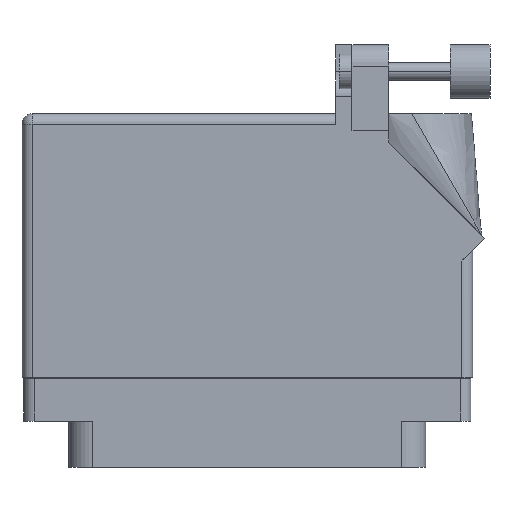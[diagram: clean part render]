
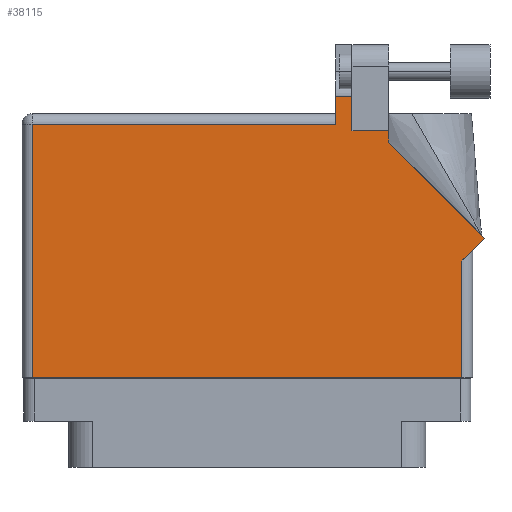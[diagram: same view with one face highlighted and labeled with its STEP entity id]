
A CAD part, front view. The second image highlights one B-rep face of the part: STEP entity #38115.
In plain terms, the highlighted face is planar.
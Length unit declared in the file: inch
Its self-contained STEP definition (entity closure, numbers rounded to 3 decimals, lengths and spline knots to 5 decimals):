
#814 = VECTOR ( 'NONE', #32676, 39.37008 ) ;
#1243 = VECTOR ( 'NONE', #11305, 39.37008 ) ;
#1658 = LINE ( 'NONE', #39703, #24925 ) ;
#1747 = CARTESIAN_POINT ( 'NONE',  ( 0.93777, 1.5315, 0.455 ) ) ;
#1770 = VECTOR ( 'NONE', #32485, 39.37008 ) ;
#2168 = VERTEX_POINT ( 'NONE', #39852 ) ;
#2531 = EDGE_CURVE ( 'NONE', #43026, #24537, #42061, .T. ) ;
#3468 = DIRECTION ( 'NONE',  ( -0.707, 0.707, 0. ) ) ;
#3839 = PLANE ( 'NONE',  #27899 ) ;
#4006 = EDGE_CURVE ( 'NONE', #45902, #15164, #8232, .T. ) ;
#4286 = CARTESIAN_POINT ( 'NONE',  ( 1.37671, 0.70771, 0.455 ) ) ;
#4597 = VECTOR ( 'NONE', #42633, 39.37008 ) ;
#5407 = EDGE_CURVE ( 'NONE', #38838, #2168, #40634, .T. ) ;
#5498 = DIRECTION ( 'NONE',  ( -1., 0., 0. ) ) ;
#6009 = CARTESIAN_POINT ( 'NONE',  ( 0.82, 1.26442, 0.455 ) ) ;
#6124 = CARTESIAN_POINT ( 'NONE',  ( 0.82, 1.26442, 0.455 ) ) ;
#6777 = LINE ( 'NONE', #40231, #30086 ) ;
#6929 = VERTEX_POINT ( 'NONE', #15893 ) ;
#7901 = EDGE_CURVE ( 'NONE', #39143, #38838, #6777, .T. ) ;
#8232 = LINE ( 'NONE', #22828, #1243 ) ;
#8685 = VECTOR ( 'NONE', #20982, 39.37008 ) ;
#9686 = VECTOR ( 'NONE', #3468, 39.37008 ) ;
#10934 = EDGE_CURVE ( 'NONE', #6929, #43904, #33429, .T. ) ;
#11305 = DIRECTION ( 'NONE',  ( 0.707, 0.707, 0. ) ) ;
#12624 = CARTESIAN_POINT ( 'NONE',  ( 0.513, 1.5315, 0.455 ) ) ;
#14128 = CARTESIAN_POINT ( 'NONE',  ( 0.513, 1.368, 0.455 ) ) ;
#14289 = ORIENTED_EDGE ( 'NONE', *, *, #2531, .T. ) ;
#14383 = ORIENTED_EDGE ( 'NONE', *, *, #33273, .T. ) ;
#14501 = FACE_OUTER_BOUND ( 'NONE', #46770, .T. ) ;
#14576 = ORIENTED_EDGE ( 'NONE', *, *, #32459, .T. ) ;
#15086 = CARTESIAN_POINT ( 'NONE',  ( -1.244, -0.1, 0.455 ) ) ;
#15164 = VERTEX_POINT ( 'NONE', #4286 ) ;
#15640 = CARTESIAN_POINT ( 'NONE',  ( 1.244, 0.575, 0.455 ) ) ;
#15893 = CARTESIAN_POINT ( 'NONE',  ( -1.244, 1.368, 0.455 ) ) ;
#16111 = LINE ( 'NONE', #32945, #9686 ) ;
#16478 = ORIENTED_EDGE ( 'NONE', *, *, #10934, .T. ) ;
#19252 = LINE ( 'NONE', #43501, #1770 ) ;
#19477 = ORIENTED_EDGE ( 'NONE', *, *, #31780, .T. ) ;
#20600 = VERTEX_POINT ( 'NONE', #34725 ) ;
#20743 = CARTESIAN_POINT ( 'NONE',  ( 0.607, 1.33, 0.455 ) ) ;
#20892 = CARTESIAN_POINT ( 'NONE',  ( 0.82, 1.33, 0.455 ) ) ;
#20982 = DIRECTION ( 'NONE',  ( 0., 1., 0. ) ) ;
#21201 = VERTEX_POINT ( 'NONE', #6124 ) ;
#21617 = CARTESIAN_POINT ( 'NONE',  ( 0.513, 1.43, 0.455 ) ) ;
#22735 = DIRECTION ( 'NONE',  ( 0., 0., -1. ) ) ;
#22813 = LINE ( 'NONE', #1747, #38499 ) ;
#22828 = CARTESIAN_POINT ( 'NONE',  ( 1.306, 0.637, 0.455 ) ) ;
#24537 = VERTEX_POINT ( 'NONE', #14128 ) ;
#24925 = VECTOR ( 'NONE', #36305, 39.37008 ) ;
#25766 = DIRECTION ( 'NONE',  ( -1., 0., 0. ) ) ;
#27554 = CARTESIAN_POINT ( 'NONE',  ( -1.244, -0.1, 0.455 ) ) ;
#27899 = AXIS2_PLACEMENT_3D ( 'NONE', #30535, #22735, #45125 ) ;
#28965 = EDGE_CURVE ( 'NONE', #2168, #43026, #22813, .T. ) ;
#30086 = VECTOR ( 'NONE', #25766, 39.37008 ) ;
#30535 = CARTESIAN_POINT ( 'NONE',  ( -1.306, 1.43, 0.455 ) ) ;
#31093 = ORIENTED_EDGE ( 'NONE', *, *, #4006, .T. ) ;
#31341 = EDGE_CURVE ( 'NONE', #21201, #39143, #38918, .T. ) ;
#31780 = EDGE_CURVE ( 'NONE', #43904, #20600, #1658, .T. ) ;
#32459 = EDGE_CURVE ( 'NONE', #20600, #45902, #46386, .T. ) ;
#32485 = DIRECTION ( 'NONE',  ( -1., 0., 0. ) ) ;
#32676 = DIRECTION ( 'NONE',  ( 0., -1., 0. ) ) ;
#32945 = CARTESIAN_POINT ( 'NONE',  ( 1.37671, 0.70771, 0.455 ) ) ;
#33273 = EDGE_CURVE ( 'NONE', #15164, #21201, #16111, .T. ) ;
#33429 = LINE ( 'NONE', #15086, #47317 ) ;
#33827 = ORIENTED_EDGE ( 'NONE', *, *, #5407, .T. ) ;
#34230 = VECTOR ( 'NONE', #43798, 39.37008 ) ;
#34725 = CARTESIAN_POINT ( 'NONE',  ( 1.244, -0.1, 0.455 ) ) ;
#36216 = CARTESIAN_POINT ( 'NONE',  ( 1.244, 0.637, 0.455 ) ) ;
#36305 = DIRECTION ( 'NONE',  ( 1., 0., 0. ) ) ;
#38115 = ADVANCED_FACE ( 'NONE', ( #14501 ), #3839, .F. ) ;
#38499 = VECTOR ( 'NONE', #5498, 39.37008 ) ;
#38838 = VERTEX_POINT ( 'NONE', #47945 ) ;
#38918 = LINE ( 'NONE', #6009, #8685 ) ;
#39143 = VERTEX_POINT ( 'NONE', #20892 ) ;
#39236 = ORIENTED_EDGE ( 'NONE', *, *, #7901, .T. ) ;
#39703 = CARTESIAN_POINT ( 'NONE',  ( -1.306, -0.1, 0.455 ) ) ;
#39852 = CARTESIAN_POINT ( 'NONE',  ( 0.607, 1.5315, 0.455 ) ) ;
#40231 = CARTESIAN_POINT ( 'NONE',  ( 0.82, 1.33, 0.455 ) ) ;
#40471 = ORIENTED_EDGE ( 'NONE', *, *, #31341, .T. ) ;
#40634 = LINE ( 'NONE', #20743, #4597 ) ;
#41044 = DIRECTION ( 'NONE',  ( 0., -1., 0. ) ) ;
#42061 = LINE ( 'NONE', #21617, #814 ) ;
#42552 = ORIENTED_EDGE ( 'NONE', *, *, #47107, .T. ) ;
#42633 = DIRECTION ( 'NONE',  ( 0., 1., 0. ) ) ;
#43026 = VERTEX_POINT ( 'NONE', #12624 ) ;
#43501 = CARTESIAN_POINT ( 'NONE',  ( -1.306, 1.368, 0.455 ) ) ;
#43798 = DIRECTION ( 'NONE',  ( 0., 1., 0. ) ) ;
#43904 = VERTEX_POINT ( 'NONE', #27554 ) ;
#44382 = ORIENTED_EDGE ( 'NONE', *, *, #28965, .T. ) ;
#45125 = DIRECTION ( 'NONE',  ( -1., 0., 0. ) ) ;
#45902 = VERTEX_POINT ( 'NONE', #15640 ) ;
#46386 = LINE ( 'NONE', #36216, #34230 ) ;
#46770 = EDGE_LOOP ( 'NONE', ( #33827, #44382, #14289, #42552, #16478, #19477, #14576, #31093, #14383, #40471, #39236 ) ) ;
#47107 = EDGE_CURVE ( 'NONE', #24537, #6929, #19252, .T. ) ;
#47317 = VECTOR ( 'NONE', #41044, 39.37008 ) ;
#47945 = CARTESIAN_POINT ( 'NONE',  ( 0.607, 1.33, 0.455 ) ) ;
